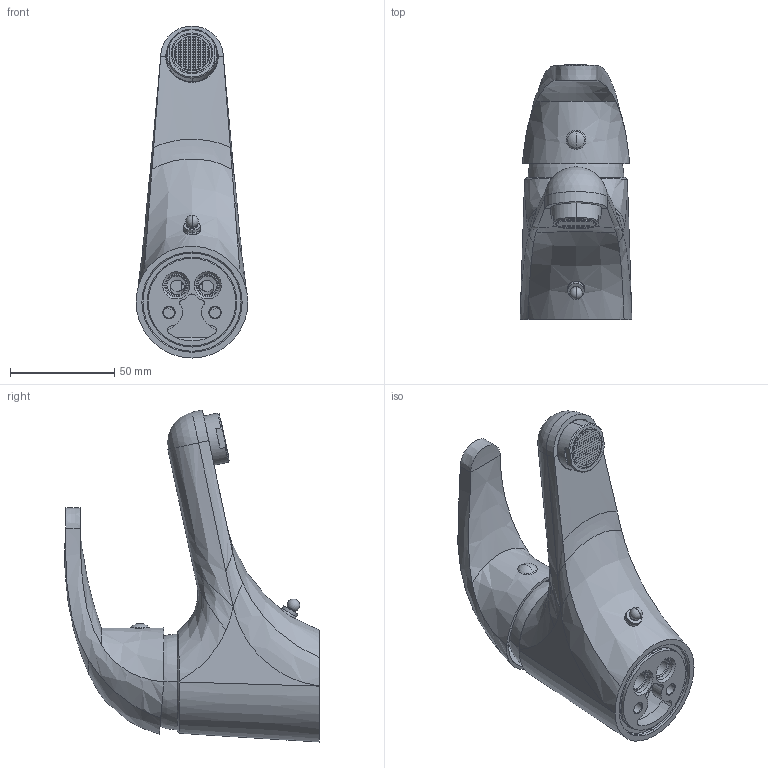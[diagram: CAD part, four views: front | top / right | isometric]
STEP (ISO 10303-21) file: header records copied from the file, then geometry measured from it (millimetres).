
FILE_DESCRIPTION((''),'2;1');
FILE_NAME('PE071CR_SW0001','2024-09-23T14:25:20',('alberto.gaboardi'),('PAFFONI SpA'),'CREO PARAMETRIC BY PTC INC, 2022124','CREO PARAMETRIC BY PTC INC, 2022124','');
FILE_SCHEMA(('CONFIG_CONTROL_DESIGN','SHAPE_APPEARANCE_LAYERS_GROUPS'));
Products named in the file (1): PE071CR_SW0001
Bounding box: 53.5 x 122.05 x 158.92 mm (x, y, z)
Volume: 148266.9 mm3; surface area: 86194.1 mm2
Topology: 3 solids, 3 shells, 2417 faces, 6542 edges, 4258 vertices
Faces by surface type: plane 1929, cylinder 232, torus 118, bspline 70, cone 39, sphere 25, extrusion 4
Entity records: 92030 total; most frequent: CARTESIAN_POINT 24075, ORIENTED_EDGE 13030, DIRECTION 12383, EDGE_CURVE 6515, VECTOR 4329, LINE 4325, VERTEX_POINT 4258, AXIS2_PLACEMENT_3D 4027
